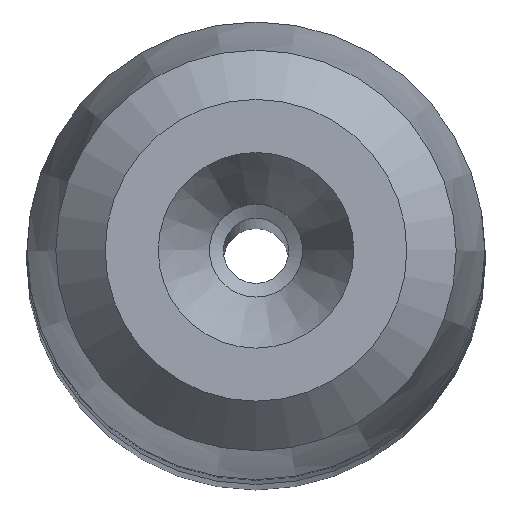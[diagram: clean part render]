
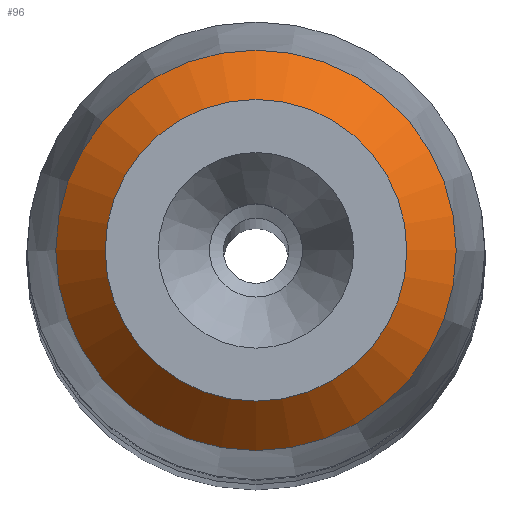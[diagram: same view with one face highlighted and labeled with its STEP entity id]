
A CAD part, top view. The second image highlights one B-rep face of the part: STEP entity #96.
In plain terms, the highlighted conical face has half-angle 45 degrees and reference radius 1.09 mm.
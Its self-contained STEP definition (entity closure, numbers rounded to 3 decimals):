
#67=CONICAL_SURFACE('',#927,1.09,45.);
#96=ADVANCED_FACE('',(#146,#147),#67,.T.);
#146=FACE_BOUND('',#196,.T.);
#147=FACE_BOUND('',#197,.T.);
#196=EDGE_LOOP('',(#284));
#197=EDGE_LOOP('',(#285));
#284=ORIENTED_EDGE('',*,*,#367,.F.);
#285=ORIENTED_EDGE('',*,*,#325,.F.);
#289=VERTEX_POINT('',#1187);
#323=VERTEX_POINT('',#1310);
#325=EDGE_CURVE('',#289,#289,#369,.T.);
#367=EDGE_CURVE('',#323,#323,#391,.T.);
#369=CIRCLE('',#873,1.62);
#391=CIRCLE('',#926,2.15);
#873=AXIS2_PLACEMENT_3D('',#1186,#993,#994);
#926=AXIS2_PLACEMENT_3D('',#1309,#1111,#1112);
#927=AXIS2_PLACEMENT_3D('',#1311,#1113,#1114);
#993=DIRECTION('',(0.,0.,1.));
#994=DIRECTION('',(-1.,0.,0.));
#1111=DIRECTION('',(0.,0.,-1.));
#1112=DIRECTION('',(-1.,0.,0.));
#1113=DIRECTION('',(0.,0.,-1.));
#1114=DIRECTION('',(-1.,0.,0.));
#1186=CARTESIAN_POINT('',(0.,0.,70.));
#1187=CARTESIAN_POINT('',(-1.62,0.,70.));
#1309=CARTESIAN_POINT('',(0.,0.,69.47));
#1310=CARTESIAN_POINT('',(-2.15,0.,69.47));
#1311=CARTESIAN_POINT('',(0.,0.,70.53));
